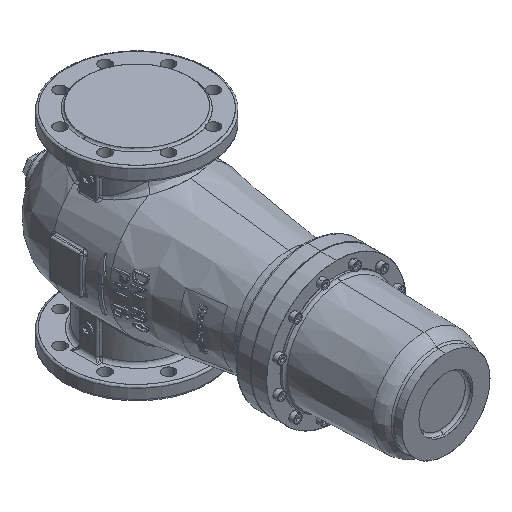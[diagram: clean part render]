
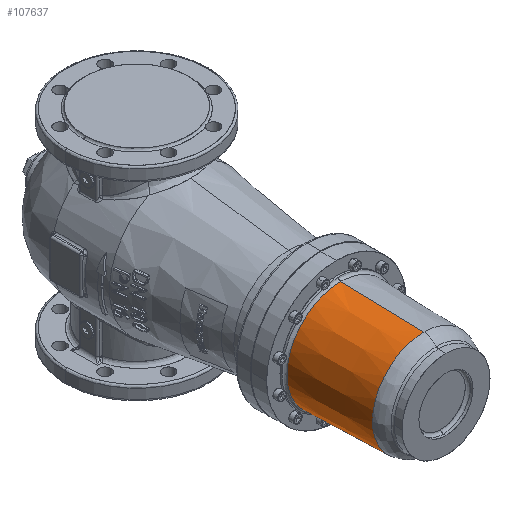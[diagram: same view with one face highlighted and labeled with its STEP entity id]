
A CAD part, isometric view. The second image highlights one B-rep face of the part: STEP entity #107637.
In plain terms, the highlighted conical face has half-angle 1.591 degrees and reference radius 82.535 mm.
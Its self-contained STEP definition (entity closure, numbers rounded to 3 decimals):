
#2297 = AXIS2_PLACEMENT_3D ( 'NONE', #148603, #76976, #5390 ) ;
#5390 = DIRECTION ( 'NONE',  ( 0., 0., -1. ) ) ;
#6188 = VERTEX_POINT ( 'NONE', #51337 ) ;
#9951 = VERTEX_POINT ( 'NONE', #21404 ) ;
#20604 = VERTEX_POINT ( 'NONE', #120365 ) ;
#20898 = CARTESIAN_POINT ( 'NONE',  ( 0., -440.167, -79. ) ) ;
#21404 = CARTESIAN_POINT ( 'NONE',  ( 0., -440.167, 79. ) ) ;
#25788 = VERTEX_POINT ( 'NONE', #145893 ) ;
#35025 = LINE ( 'NONE', #20898, #126598 ) ;
#39338 = EDGE_CURVE ( 'NONE', #6188, #20604, #152880, .T. ) ;
#39829 = EDGE_CURVE ( 'NONE', #20604, #25788, #35025, .T. ) ;
#43291 = CIRCLE ( 'NONE', #2297, 79. ) ;
#48313 = DIRECTION ( 'NONE',  ( 0., 0., 1. ) ) ;
#51337 = CARTESIAN_POINT ( 'NONE',  ( 0., -312.889, 82.535 ) ) ;
#54882 = EDGE_CURVE ( 'NONE', #25788, #9951, #43291, .T. ) ;
#56930 = DIRECTION ( 'NONE',  ( 0., -1., 0.028 ) ) ;
#62188 = VECTOR ( 'NONE', #105130, 1000. ) ;
#66792 = CARTESIAN_POINT ( 'NONE',  ( 0., -312.889, 0. ) ) ;
#76976 = DIRECTION ( 'NONE',  ( 0., 1., 0. ) ) ;
#78818 = DIRECTION ( 'NONE',  ( 0., 0., -1. ) ) ;
#83759 = AXIS2_PLACEMENT_3D ( 'NONE', #66792, #150468, #78818 ) ;
#84014 = ORIENTED_EDGE ( 'NONE', *, *, #39338, .T. ) ;
#90563 = ORIENTED_EDGE ( 'NONE', *, *, #54882, .T. ) ;
#92257 = ORIENTED_EDGE ( 'NONE', *, *, #132658, .T. ) ;
#93124 = CARTESIAN_POINT ( 'NONE',  ( 0., -440.167, 79. ) ) ;
#94015 = FACE_OUTER_BOUND ( 'NONE', #146101, .T. ) ;
#97735 = LINE ( 'NONE', #93124, #62188 ) ;
#105130 = DIRECTION ( 'NONE',  ( 0., 1., 0.028 ) ) ;
#107637 = ADVANCED_FACE ( 'NONE', ( #94015 ), #122023, .T. ) ;
#107898 = DIRECTION ( 'NONE',  ( 0., 1., 0. ) ) ;
#120365 = CARTESIAN_POINT ( 'NONE',  ( 0., -312.889, -82.535 ) ) ;
#122023 = CONICAL_SURFACE ( 'NONE', #129218, 82.535, 0.028 ) ;
#126598 = VECTOR ( 'NONE', #56930, 1000. ) ;
#129218 = AXIS2_PLACEMENT_3D ( 'NONE', #143952, #107898, #48313 ) ;
#132658 = EDGE_CURVE ( 'NONE', #9951, #6188, #97735, .T. ) ;
#143808 = ORIENTED_EDGE ( 'NONE', *, *, #39829, .T. ) ;
#143952 = CARTESIAN_POINT ( 'NONE',  ( 0., -312.889, 0. ) ) ;
#145893 = CARTESIAN_POINT ( 'NONE',  ( 0., -440.167, -79. ) ) ;
#146101 = EDGE_LOOP ( 'NONE', ( #84014, #143808, #90563, #92257 ) ) ;
#148603 = CARTESIAN_POINT ( 'NONE',  ( 0., -440.167, 0. ) ) ;
#150468 = DIRECTION ( 'NONE',  ( 0., -1., 0. ) ) ;
#152880 = CIRCLE ( 'NONE', #83759, 82.535 ) ;
